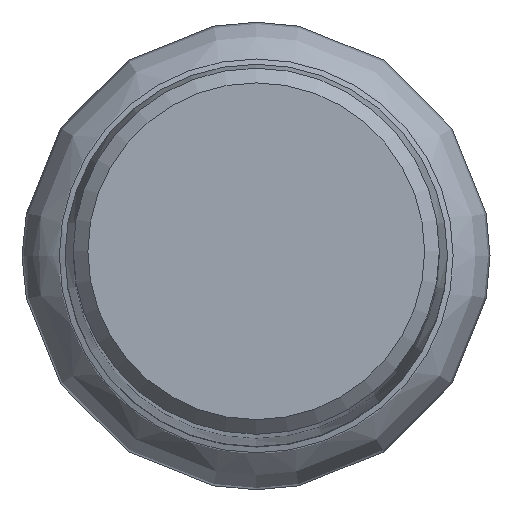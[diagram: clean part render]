
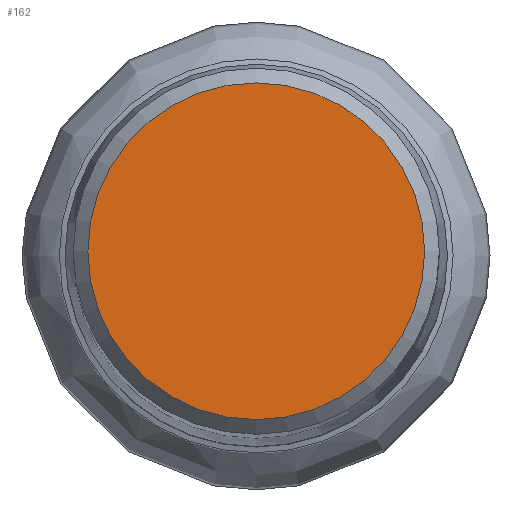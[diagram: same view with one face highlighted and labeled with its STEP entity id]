
A CAD part, top view. The second image highlights one B-rep face of the part: STEP entity #162.
In plain terms, the highlighted planar face has unit normal (0, 0, 1).
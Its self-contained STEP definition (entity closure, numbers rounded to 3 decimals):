
#162=ADVANCED_FACE('CU_SU3',(#170),#168,.F.);
#168=PLANE('',#409);
#170=FACE_OUTER_BOUND('',#200,.T.);
#200=EDGE_LOOP('',(#234));
#234=ORIENTED_EDGE('',*,*,#272,.F.);
#254=VERTEX_POINT('',#569);
#272=EDGE_CURVE('',#254,#254,#289,.T.);
#289=CIRCLE('',#408,11.495);
#408=AXIS2_PLACEMENT_3D('',#568,#491,#492);
#409=AXIS2_PLACEMENT_3D('',#570,#493,#494);
#491=DIRECTION('',(0.,0.,-1.));
#492=DIRECTION('',(-1.,0.,0.));
#493=DIRECTION('',(0.,0.,-1.));
#494=DIRECTION('',(-1.,0.,0.));
#568=CARTESIAN_POINT('',(0.,0.,0.));
#569=CARTESIAN_POINT('',(-11.495,0.,0.));
#570=CARTESIAN_POINT('',(0.,0.,0.));
